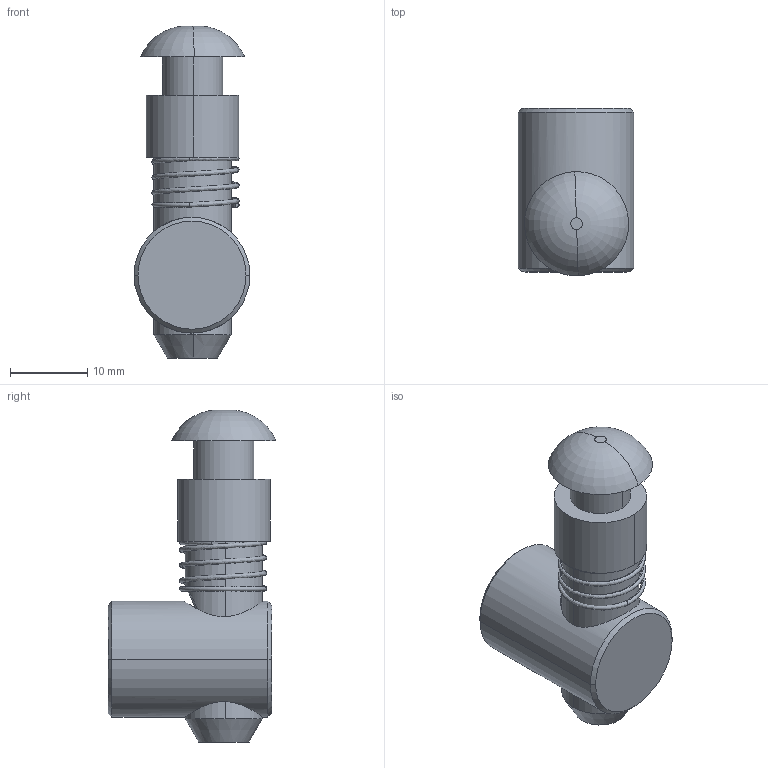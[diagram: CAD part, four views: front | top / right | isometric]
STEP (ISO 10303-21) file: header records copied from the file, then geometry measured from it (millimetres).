
FILE_DESCRIPTION (( 'STEP AP203' ), '1' );
FILE_NAME ('B20-90.STEP', '2018-04-02T17:57:15', ( 'User2' ), ( '' ), 'SwSTEP 2.0', 'SolidWorks 2007', '' );
FILE_SCHEMA (( 'CONFIG_CONTROL_DESIGN' ));
Length unit declared in the file: millimetre
Products named in the file (5): B20-90; BUCHA 120-10; MOLA 125-10; PARAFUSO 125-80; PINO UNIVERSAL 122-90
Assembly tree (4 placements, depth 2):
  B20-90
    PINO UNIVERSAL 122-90
    MOLA 125-10
    BUCHA 120-10
    PARAFUSO 125-80
Bounding box: 15 x 21.75 x 43 mm (x, y, z)
Volume: 5858.9 mm3; surface area: 4350.5 mm2
Topology: 4 solids, 4 shells, 67 faces, 173 edges, 112 vertices
Faces by surface type: cylinder 23, plane 22, cone 12, bspline 6, torus 4
Entity records: 3515 total; most frequent: CARTESIAN_POINT 1463, ORIENTED_EDGE 342, DIRECTION 314, EDGE_CURVE 171, AXIS2_PLACEMENT_3D 127, VERTEX_POINT 112, EDGE_LOOP 75, ADVANCED_FACE 67
